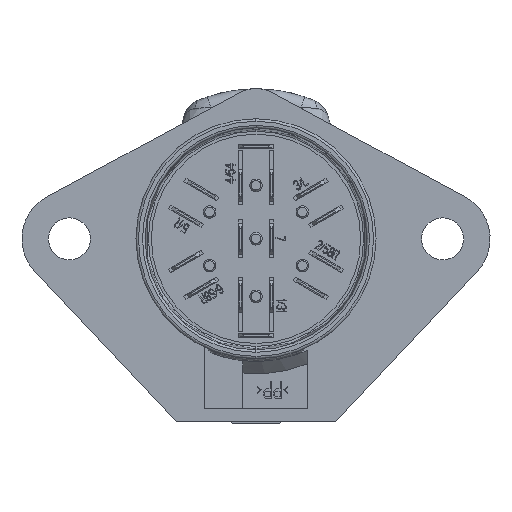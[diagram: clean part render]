
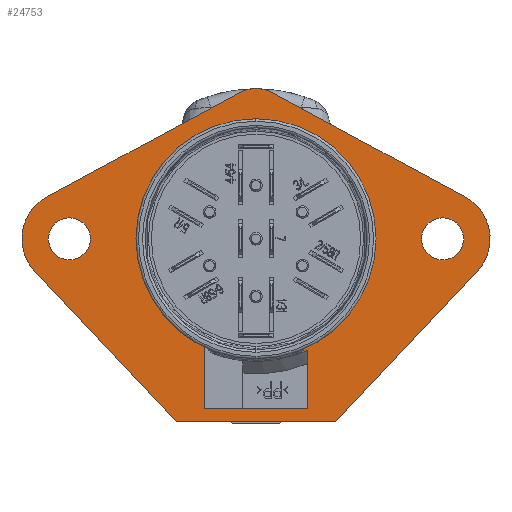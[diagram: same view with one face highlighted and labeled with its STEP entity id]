
A CAD part, front view. The second image highlights one B-rep face of the part: STEP entity #24753.
In plain terms, the highlighted planar face has unit normal (0, -1, 0).
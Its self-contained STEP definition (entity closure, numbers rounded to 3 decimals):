
#1=DIRECTION('',(-0.685,0.,0.728));
#2=VECTOR('',#1,40.747);
#3=CARTESIAN_POINT('',(-16.296,0.,-36.185));
#4=LINE('',#3,#2);
#5=CARTESIAN_POINT('',(-37.3,0.,0.));
#6=DIRECTION('',(0.,1.,0.));
#7=DIRECTION('',(-0.728,0.,-0.685));
#8=AXIS2_PLACEMENT_3D('',#5,#6,#7);
#10=DIRECTION('',(0.879,0.,0.476));
#11=VECTOR('',#10,43.771);
#12=CARTESIAN_POINT('',(-41.823,0.,8.354));
#13=LINE('',#12,#11);
#14=CARTESIAN_POINT('',(0.,0.,23.04));
#15=DIRECTION('',(0.,1.,0.));
#16=DIRECTION('',(-0.476,0.,0.879));
#17=AXIS2_PLACEMENT_3D('',#14,#15,#16);
#19=DIRECTION('',(0.879,0.,-0.476));
#20=VECTOR('',#19,43.771);
#21=CARTESIAN_POINT('',(3.333,0.,29.195));
#22=LINE('',#21,#20);
#23=CARTESIAN_POINT('',(37.3,0.,0.));
#24=DIRECTION('',(0.,1.,0.));
#25=DIRECTION('',(0.476,0.,0.879));
#26=AXIS2_PLACEMENT_3D('',#23,#24,#25);
#28=DIRECTION('',(-0.685,0.,-0.728));
#29=VECTOR('',#28,40.747);
#30=CARTESIAN_POINT('',(44.219,0.,-6.51));
#31=LINE('',#30,#29);
#32=DIRECTION('',(-1.,0.,0.));
#33=VECTOR('',#32,31.136);
#34=CARTESIAN_POINT('',(15.568,0.,-36.5));
#35=LINE('',#34,#33);
#36=CARTESIAN_POINT('',(37.3,0.,0.));
#37=DIRECTION('',(0.,-1.,0.));
#38=DIRECTION('',(1.,0.,0.));
#39=AXIS2_PLACEMENT_3D('',#36,#37,#38);
#41=CARTESIAN_POINT('',(37.3,0.,0.));
#42=DIRECTION('',(0.,-1.,0.));
#43=DIRECTION('',(-1.,0.,0.));
#44=AXIS2_PLACEMENT_3D('',#41,#42,#43);
#46=CARTESIAN_POINT('',(-37.3,0.,0.));
#47=DIRECTION('',(0.,-1.,0.));
#48=DIRECTION('',(1.,0.,0.));
#49=AXIS2_PLACEMENT_3D('',#46,#47,#48);
#51=CARTESIAN_POINT('',(-37.3,0.,0.));
#52=DIRECTION('',(0.,-1.,0.));
#53=DIRECTION('',(-1.,0.,0.));
#54=AXIS2_PLACEMENT_3D('',#51,#52,#53);
#56=DIRECTION('',(0.,0.,-1.));
#57=VECTOR('',#56,13.759);
#58=CARTESIAN_POINT('',(-10.25,0.,-20.241));
#59=LINE('',#58,#57);
#60=CARTESIAN_POINT('',(0.,0.,0.));
#61=DIRECTION('',(0.,-1.,0.));
#62=DIRECTION('',(0.337,0.,-0.941));
#63=AXIS2_PLACEMENT_3D('',#60,#61,#62);
#65=DIRECTION('',(0.,0.,1.));
#66=VECTOR('',#65,0.774);
#67=CARTESIAN_POINT('',(10.25,0.,-20.241));
#68=LINE('',#67,#66);
#69=CARTESIAN_POINT('',(0.,0.,0.));
#70=DIRECTION('',(0.,-1.,0.));
#71=DIRECTION('',(0.466,0.,-0.885));
#72=AXIS2_PLACEMENT_3D('',#69,#70,#71);
#74=CARTESIAN_POINT('',(0.,0.,0.));
#75=DIRECTION('',(0.,-1.,0.));
#76=DIRECTION('',(1.,0.,0.));
#77=AXIS2_PLACEMENT_3D('',#74,#75,#76);
#79=CARTESIAN_POINT('',(0.,0.,0.));
#80=DIRECTION('',(0.,-1.,0.));
#81=DIRECTION('',(-1.,0.,0.));
#82=AXIS2_PLACEMENT_3D('',#79,#80,#81);
#84=DIRECTION('',(0.,0.,-1.));
#85=VECTOR('',#84,0.774);
#86=CARTESIAN_POINT('',(-10.25,0.,-19.466));
#87=LINE('',#86,#85);
#101=CARTESIAN_POINT('',(-15.568,0.,-35.5));
#102=DIRECTION('',(0.,-1.,0.));
#103=DIRECTION('',(-0.728,0.,-0.685));
#104=AXIS2_PLACEMENT_3D('',#101,#102,#103);
#7022=CARTESIAN_POINT('',(15.568,0.,-35.5));
#7023=DIRECTION('',(0.,-1.,0.));
#7024=DIRECTION('',(0.,0.,-1.));
#7025=AXIS2_PLACEMENT_3D('',#7022,#7023,#7024);
#8138=DIRECTION('',(0.,0.,-1.));
#8139=VECTOR('',#8138,11.747);
#8140=CARTESIAN_POINT('',(10.25,0.,-22.253));
#8141=LINE('',#8140,#8139);
#8146=DIRECTION('',(-1.,0.,0.));
#8147=VECTOR('',#8146,20.5);
#8148=CARTESIAN_POINT('',(10.25,0.,-34.));
#8149=LINE('',#8148,#8147);
#19611=CARTESIAN_POINT('',(7.25,0.,-20.241));
#19612=DIRECTION('',(0.,1.,0.));
#19613=DIRECTION('',(1.,0.,0.));
#19614=AXIS2_PLACEMENT_3D('',#19611,#19612,#19613);
#19634=CARTESIAN_POINT('',(41.5,0.,0.));
#19635=CARTESIAN_POINT('',(33.1,0.,0.));
#19636=VERTEX_POINT('',#19634);
#19637=VERTEX_POINT('',#19635);
#19638=CARTESIAN_POINT('',(-33.1,0.,0.));
#19639=CARTESIAN_POINT('',(-41.5,0.,0.));
#19640=VERTEX_POINT('',#19638);
#19641=VERTEX_POINT('',#19639);
#19642=CARTESIAN_POINT('',(-44.219,0.,-6.51));
#19643=CARTESIAN_POINT('',(-41.823,0.,8.354));
#19644=VERTEX_POINT('',#19642);
#19645=VERTEX_POINT('',#19643);
#19646=CARTESIAN_POINT('',(-3.333,0.,29.195));
#19647=VERTEX_POINT('',#19646);
#19648=CARTESIAN_POINT('',(3.333,0.,29.195));
#19649=VERTEX_POINT('',#19648);
#19650=CARTESIAN_POINT('',(41.823,0.,8.354));
#19651=VERTEX_POINT('',#19650);
#19652=CARTESIAN_POINT('',(44.219,0.,-6.51));
#19653=VERTEX_POINT('',#19652);
#19662=CARTESIAN_POINT('',(22.,0.,0.));
#19663=CARTESIAN_POINT('',(-22.,0.,0.));
#19664=VERTEX_POINT('',#19662);
#19665=VERTEX_POINT('',#19663);
#19666=CARTESIAN_POINT('',(-10.25,0.,-19.466));
#19667=VERTEX_POINT('',#19666);
#19668=CARTESIAN_POINT('',(10.25,0.,-19.466));
#19669=VERTEX_POINT('',#19668);
#19750=CARTESIAN_POINT('',(10.25,0.,-34.));
#19751=VERTEX_POINT('',#19750);
#19752=CARTESIAN_POINT('',(10.25,0.,-20.241));
#19753=VERTEX_POINT('',#19752);
#19754=CARTESIAN_POINT('',(8.262,0.,-23.065));
#19755=CARTESIAN_POINT('',(10.25,0.,-22.253));
#19756=VERTEX_POINT('',#19754);
#19757=VERTEX_POINT('',#19755);
#19770=CARTESIAN_POINT('',(-10.25,0.,-20.241));
#19771=CARTESIAN_POINT('',(-10.25,0.,-34.));
#19772=VERTEX_POINT('',#19770);
#19773=VERTEX_POINT('',#19771);
#19836=CARTESIAN_POINT('',(-15.568,0.,-36.5));
#19838=VERTEX_POINT('',#19836);
#19840=CARTESIAN_POINT('',(-16.296,0.,-36.185));
#19842=VERTEX_POINT('',#19840);
#19844=CARTESIAN_POINT('',(16.296,0.,-36.185));
#19846=VERTEX_POINT('',#19844);
#19848=CARTESIAN_POINT('',(15.568,0.,-36.5));
#19850=VERTEX_POINT('',#19848);
#24692=CARTESIAN_POINT('',(0.,0.,0.));
#24693=DIRECTION('',(0.,1.,0.));
#24694=DIRECTION('',(1.,0.,0.));
#24695=AXIS2_PLACEMENT_3D('',#24692,#24693,#24694);
#24696=PLANE('',#24695);
#24698=ORIENTED_EDGE('',*,*,#24697,.F.);
#24700=ORIENTED_EDGE('',*,*,#24699,.T.);
#24702=ORIENTED_EDGE('',*,*,#24701,.T.);
#24704=ORIENTED_EDGE('',*,*,#24703,.T.);
#24706=ORIENTED_EDGE('',*,*,#24705,.T.);
#24708=ORIENTED_EDGE('',*,*,#24707,.T.);
#24710=ORIENTED_EDGE('',*,*,#24709,.T.);
#24712=ORIENTED_EDGE('',*,*,#24711,.T.);
#24714=ORIENTED_EDGE('',*,*,#24713,.F.);
#24716=ORIENTED_EDGE('',*,*,#24715,.T.);
#24717=EDGE_LOOP('',(#24698,#24700,#24702,#24704,#24706,#24708,#24710,#24712,
#24714,#24716));
#24718=FACE_OUTER_BOUND('',#24717,.F.);
#24720=ORIENTED_EDGE('',*,*,#24719,.T.);
#24722=ORIENTED_EDGE('',*,*,#24721,.T.);
#24723=EDGE_LOOP('',(#24720,#24722));
#24724=FACE_BOUND('',#24723,.F.);
#24726=ORIENTED_EDGE('',*,*,#24725,.T.);
#24728=ORIENTED_EDGE('',*,*,#24727,.T.);
#24729=EDGE_LOOP('',(#24726,#24728));
#24730=FACE_BOUND('',#24729,.F.);
#24732=ORIENTED_EDGE('',*,*,#24731,.T.);
#24734=ORIENTED_EDGE('',*,*,#24733,.F.);
#24736=ORIENTED_EDGE('',*,*,#24735,.F.);
#24738=ORIENTED_EDGE('',*,*,#24737,.F.);
#24740=ORIENTED_EDGE('',*,*,#24739,.F.);
#24742=ORIENTED_EDGE('',*,*,#24741,.T.);
#24744=ORIENTED_EDGE('',*,*,#24743,.T.);
#24746=ORIENTED_EDGE('',*,*,#24745,.T.);
#24748=ORIENTED_EDGE('',*,*,#24747,.T.);
#24750=ORIENTED_EDGE('',*,*,#24749,.T.);
#24751=EDGE_LOOP('',(#24732,#24734,#24736,#24738,#24740,#24742,#24744,#24746,
#24748,#24750));
#24752=FACE_BOUND('',#24751,.F.);
#24753=ADVANCED_FACE('',(#24718,#24724,#24730,#24752),#24696,.F.);
#9=CIRCLE('',#8,9.5);
#18=CIRCLE('',#17,7.);
#27=CIRCLE('',#26,9.5);
#40=CIRCLE('',#39,4.2);
#45=CIRCLE('',#44,4.2);
#50=CIRCLE('',#49,4.2);
#55=CIRCLE('',#54,4.2);
#64=CIRCLE('',#63,24.5);
#73=CIRCLE('',#72,22.);
#78=CIRCLE('',#77,22.);
#83=CIRCLE('',#82,22.);
#105=CIRCLE('',#104,1.);
#7026=CIRCLE('',#7025,1.);
#19615=CIRCLE('',#19614,3.);
#24697=EDGE_CURVE('',#19842,#19838,#105,.T.);
#24699=EDGE_CURVE('',#19842,#19644,#4,.T.);
#24701=EDGE_CURVE('',#19644,#19645,#9,.T.);
#24703=EDGE_CURVE('',#19645,#19647,#13,.T.);
#24705=EDGE_CURVE('',#19647,#19649,#18,.T.);
#24707=EDGE_CURVE('',#19649,#19651,#22,.T.);
#24709=EDGE_CURVE('',#19651,#19653,#27,.T.);
#24711=EDGE_CURVE('',#19653,#19846,#31,.T.);
#24713=EDGE_CURVE('',#19850,#19846,#7026,.T.);
#24715=EDGE_CURVE('',#19850,#19838,#35,.T.);
#24719=EDGE_CURVE('',#19636,#19637,#40,.T.);
#24721=EDGE_CURVE('',#19637,#19636,#45,.T.);
#24725=EDGE_CURVE('',#19640,#19641,#50,.T.);
#24727=EDGE_CURVE('',#19641,#19640,#55,.T.);
#24731=EDGE_CURVE('',#19772,#19773,#59,.T.);
#24733=EDGE_CURVE('',#19751,#19773,#8149,.T.);
#24735=EDGE_CURVE('',#19757,#19751,#8141,.T.);
#24737=EDGE_CURVE('',#19756,#19757,#64,.T.);
#24739=EDGE_CURVE('',#19753,#19756,#19615,.T.);
#24741=EDGE_CURVE('',#19753,#19669,#68,.T.);
#24743=EDGE_CURVE('',#19669,#19664,#73,.T.);
#24745=EDGE_CURVE('',#19664,#19665,#78,.T.);
#24747=EDGE_CURVE('',#19665,#19667,#83,.T.);
#24749=EDGE_CURVE('',#19667,#19772,#87,.T.);
